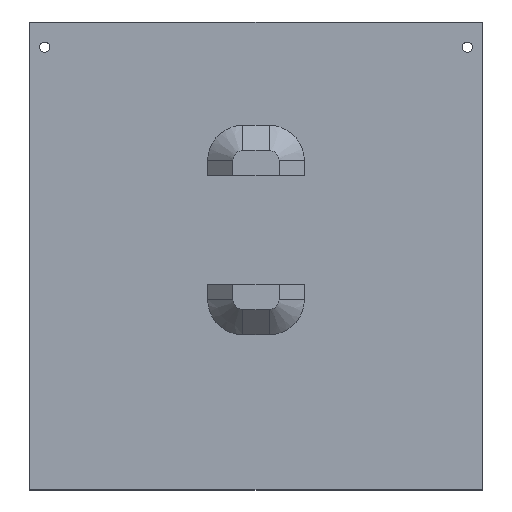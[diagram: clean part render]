
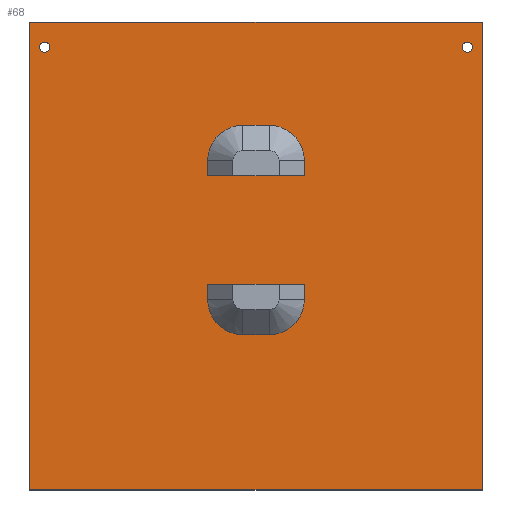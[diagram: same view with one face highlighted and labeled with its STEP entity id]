
A CAD part, top view. The second image highlights one B-rep face of the part: STEP entity #68.
In plain terms, the highlighted planar face has unit normal (0, 0, 1).
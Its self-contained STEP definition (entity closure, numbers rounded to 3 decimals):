
#68=ADVANCED_FACE('',(#197,#199,#201,#203,#205),#207,.T.);
#197=FACE_BOUND('',#198,.T.);
#198=EDGE_LOOP('',(#439,#440,#441,#442));
#199=FACE_BOUND('',#200,.T.);
#200=EDGE_LOOP('',(#443));
#201=FACE_BOUND('',#202,.T.);
#202=EDGE_LOOP('',(#444));
#203=FACE_BOUND('',#204,.T.);
#204=EDGE_LOOP('',(#445,#446,#447,#448,#449,#450));
#205=FACE_BOUND('',#206,.T.);
#206=EDGE_LOOP('',(#451,#452,#453,#454,#455,#456));
#207=PLANE('',#208);
#208=AXIS2_PLACEMENT_3D('',#209,#210,#211);
#209=CARTESIAN_POINT('',(0.,0.,-43.));
#210=DIRECTION('',(0.,0.,1.));
#211=DIRECTION('',(-1.,0.,0.));
#439=ORIENTED_EDGE('',*,*,#584,.T.);
#440=ORIENTED_EDGE('',*,*,#585,.T.);
#441=ORIENTED_EDGE('',*,*,#586,.T.);
#442=ORIENTED_EDGE('',*,*,#587,.T.);
#443=ORIENTED_EDGE('',*,*,#588,.T.);
#444=ORIENTED_EDGE('',*,*,#589,.T.);
#445=ORIENTED_EDGE('',*,*,#590,.F.);
#446=ORIENTED_EDGE('',*,*,#591,.F.);
#447=ORIENTED_EDGE('',*,*,#592,.F.);
#448=ORIENTED_EDGE('',*,*,#593,.F.);
#449=ORIENTED_EDGE('',*,*,#594,.F.);
#450=ORIENTED_EDGE('',*,*,#595,.F.);
#451=ORIENTED_EDGE('',*,*,#596,.F.);
#452=ORIENTED_EDGE('',*,*,#564,.F.);
#453=ORIENTED_EDGE('',*,*,#597,.F.);
#454=ORIENTED_EDGE('',*,*,#581,.F.);
#455=ORIENTED_EDGE('',*,*,#557,.F.);
#456=ORIENTED_EDGE('',*,*,#579,.F.);
#557=EDGE_CURVE('',#654,#656,#657,.T.);
#564=EDGE_CURVE('',#668,#660,#670,.T.);
#579=EDGE_CURVE('',#691,#654,#692,.F.);
#581=EDGE_CURVE('',#656,#694,#695,.F.);
#584=EDGE_CURVE('',#698,#699,#700,.T.);
#585=EDGE_CURVE('',#699,#701,#702,.T.);
#586=EDGE_CURVE('',#701,#703,#704,.T.);
#587=EDGE_CURVE('',#703,#698,#705,.T.);
#588=EDGE_CURVE('',#706,#706,#707,.T.);
#589=EDGE_CURVE('',#708,#708,#709,.T.);
#590=EDGE_CURVE('',#710,#711,#712,.T.);
#591=EDGE_CURVE('',#713,#710,#714,.T.);
#592=EDGE_CURVE('',#715,#713,#716,.T.);
#593=EDGE_CURVE('',#717,#715,#718,.F.);
#594=EDGE_CURVE('',#719,#717,#720,.T.);
#595=EDGE_CURVE('',#711,#719,#721,.F.);
#596=EDGE_CURVE('',#660,#691,#722,.T.);
#597=EDGE_CURVE('',#694,#668,#723,.T.);
#654=VERTEX_POINT('',#828);
#656=VERTEX_POINT('',#832);
#657=LINE('',#833,#834);
#660=VERTEX_POINT('',#840);
#668=VERTEX_POINT('',#856);
#670=LINE('',#860,#861);
#691=VERTEX_POINT('',#911);
#692=CIRCLE('',#912,7.);
#694=VERTEX_POINT('',#919);
#695=CIRCLE('',#920,7.);
#698=VERTEX_POINT('',#930);
#699=VERTEX_POINT('',#931);
#700=LINE('',#932,#933);
#701=VERTEX_POINT('',#935);
#702=LINE('',#936,#937);
#703=VERTEX_POINT('',#939);
#704=LINE('',#940,#941);
#705=LINE('',#943,#944);
#706=VERTEX_POINT('',#946);
#707=CIRCLE('',#947,1.);
#708=VERTEX_POINT('',#951);
#709=CIRCLE('',#952,1.);
#710=VERTEX_POINT('',#956);
#711=VERTEX_POINT('',#957);
#712=LINE('',#958,#959);
#713=VERTEX_POINT('',#961);
#714=LINE('',#962,#963);
#715=VERTEX_POINT('',#965);
#716=LINE('',#966,#967);
#717=VERTEX_POINT('',#969);
#718=CIRCLE('',#970,7.);
#719=VERTEX_POINT('',#974);
#720=LINE('',#975,#976);
#721=CIRCLE('',#978,7.);
#722=LINE('',#982,#983);
#723=LINE('',#985,#986);
#828=CARTESIAN_POINT('',(2.6,79.45,-43.));
#832=CARTESIAN_POINT('',(-2.6,79.45,-43.));
#833=CARTESIAN_POINT('',(2.6,79.45,-43.));
#834=VECTOR('',#835,1.);
#835=DIRECTION('',(-1.,0.,0.));
#840=CARTESIAN_POINT('',(9.6,69.45,-43.));
#856=CARTESIAN_POINT('',(-9.6,69.45,-43.));
#860=CARTESIAN_POINT('',(-9.6,69.45,-43.));
#861=VECTOR('',#862,1.);
#862=DIRECTION('',(1.,0.,0.));
#911=CARTESIAN_POINT('',(9.6,72.45,-43.));
#912=AXIS2_PLACEMENT_3D('',#913,#914,#915);
#913=CARTESIAN_POINT('',(2.6,72.45,-43.));
#914=DIRECTION('',(0.,0.,-1.));
#915=DIRECTION('',(0.,1.,0.));
#919=CARTESIAN_POINT('',(-9.6,72.45,-43.));
#920=AXIS2_PLACEMENT_3D('',#921,#922,#923);
#921=CARTESIAN_POINT('',(-2.6,72.45,-43.));
#922=DIRECTION('',(0.,0.,-1.));
#923=DIRECTION('',(-1.,0.,0.));
#930=CARTESIAN_POINT('',(-45.,100.,-43.));
#931=CARTESIAN_POINT('',(-45.,7.,-43.));
#932=CARTESIAN_POINT('',(-45.,100.,-43.));
#933=VECTOR('',#934,1.);
#934=DIRECTION('',(0.,-1.,0.));
#935=CARTESIAN_POINT('',(45.,7.,-43.));
#936=CARTESIAN_POINT('',(-45.,7.,-43.));
#937=VECTOR('',#938,1.);
#938=DIRECTION('',(1.,0.,0.));
#939=CARTESIAN_POINT('',(45.,100.,-43.));
#940=CARTESIAN_POINT('',(45.,7.,-43.));
#941=VECTOR('',#942,1.);
#942=DIRECTION('',(0.,1.,0.));
#943=CARTESIAN_POINT('',(45.,100.,-43.));
#944=VECTOR('',#945,1.);
#945=DIRECTION('',(-1.,0.,0.));
#946=CARTESIAN_POINT('',(42.,96.,-43.));
#947=AXIS2_PLACEMENT_3D('',#948,#949,#950);
#948=CARTESIAN_POINT('',(42.,95.,-43.));
#949=DIRECTION('',(0.,0.,-1.));
#950=DIRECTION('',(0.,1.,0.));
#951=CARTESIAN_POINT('',(-42.,96.,-43.));
#952=AXIS2_PLACEMENT_3D('',#953,#954,#955);
#953=CARTESIAN_POINT('',(-42.,95.,-43.));
#954=DIRECTION('',(0.,0.,-1.));
#955=DIRECTION('',(0.,1.,0.));
#956=CARTESIAN_POINT('',(-9.6,47.85,-43.));
#957=CARTESIAN_POINT('',(-9.6,44.85,-43.));
#958=CARTESIAN_POINT('',(-9.6,47.85,-43.));
#959=VECTOR('',#960,1.);
#960=DIRECTION('',(0.,-1.,0.));
#961=CARTESIAN_POINT('',(9.6,47.85,-43.));
#962=CARTESIAN_POINT('',(9.6,47.85,-43.));
#963=VECTOR('',#964,1.);
#964=DIRECTION('',(-1.,0.,0.));
#965=CARTESIAN_POINT('',(9.6,44.85,-43.));
#966=CARTESIAN_POINT('',(9.6,44.85,-43.));
#967=VECTOR('',#968,1.);
#968=DIRECTION('',(0.,1.,0.));
#969=CARTESIAN_POINT('',(2.6,37.85,-43.));
#970=AXIS2_PLACEMENT_3D('',#971,#972,#973);
#971=CARTESIAN_POINT('',(2.6,44.85,-43.));
#972=DIRECTION('',(0.,0.,-1.));
#973=DIRECTION('',(1.,0.,0.));
#974=CARTESIAN_POINT('',(-2.6,37.85,-43.));
#975=CARTESIAN_POINT('',(-2.6,37.85,-43.));
#976=VECTOR('',#977,1.);
#977=DIRECTION('',(1.,0.,0.));
#978=AXIS2_PLACEMENT_3D('',#979,#980,#981);
#979=CARTESIAN_POINT('',(-2.6,44.85,-43.));
#980=DIRECTION('',(0.,0.,-1.));
#981=DIRECTION('',(0.,-1.,0.));
#982=CARTESIAN_POINT('',(9.6,69.45,-43.));
#983=VECTOR('',#984,1.);
#984=DIRECTION('',(0.,1.,0.));
#985=CARTESIAN_POINT('',(-9.6,72.45,-43.));
#986=VECTOR('',#987,1.);
#987=DIRECTION('',(0.,-1.,0.));
